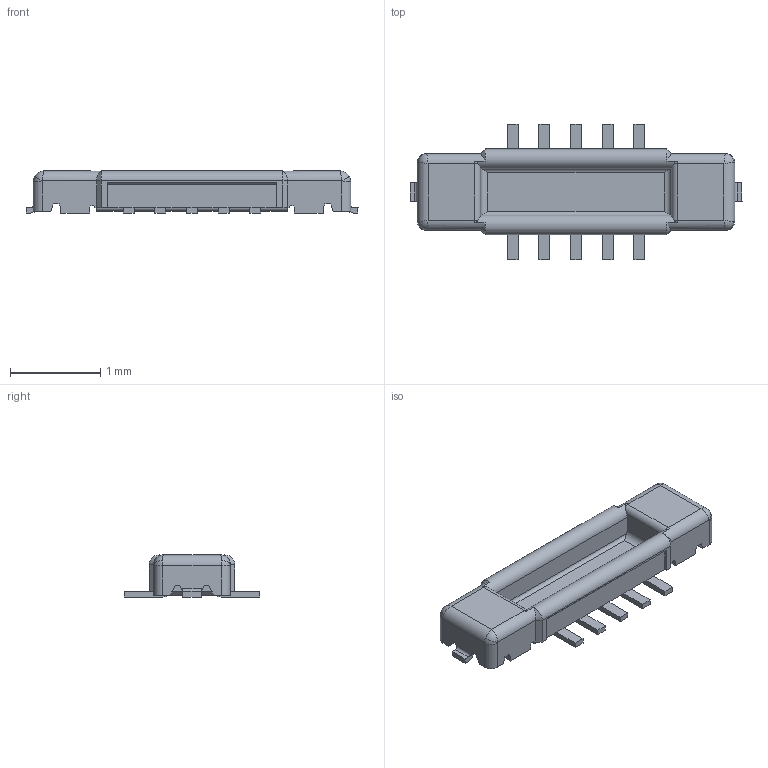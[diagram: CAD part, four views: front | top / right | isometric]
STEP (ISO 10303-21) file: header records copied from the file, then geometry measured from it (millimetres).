
FILE_DESCRIPTION(('Creo Elements/Direct Modeling STEP Export'),'2;1');
FILE_NAME('BM28-10DP.stp','2016-12-01T15:53:34',(''),(''),'Creo Elements/Direct Modeling STEP processor for AP214 (Solid Model)','Creo Elements/Direct Modeling 18.1E 22-Nov-2013 (C) Parametric Technology GmbH','');
FILE_SCHEMA(('AUTOMOTIVE_DESIGN { 1 0 10303 214 1 1 1 1 }'));
Length unit declared in the file: millimetre
Products named in the file (4): BM28B0p6-10DP; Assembly-1_Asm_2; Assembly-1_Asm_1; p1
Assembly tree (2 placements, depth 3):
  Assembly-1_Asm_1
    Assembly-1_Asm_2
      BM28B0p6-10DP
  p1
Bounding box: 3.67 x 1.5 x 0.47 mm (x, y, z)
Volume: 0.9 mm3; surface area: 12.9 mm2
Topology: 1 solids, 1 shells, 238 faces, 632 edges, 392 vertices
Faces by surface type: plane 170, cylinder 48, bspline 12, cone 4, torus 4
Entity records: 8823 total; most frequent: CARTESIAN_POINT 2921, ORIENTED_EDGE 1256, DIRECTION 1146, EDGE_CURVE 628, VECTOR 496, LINE 496, VERTEX_POINT 392, AXIS2_PLACEMENT_3D 325
